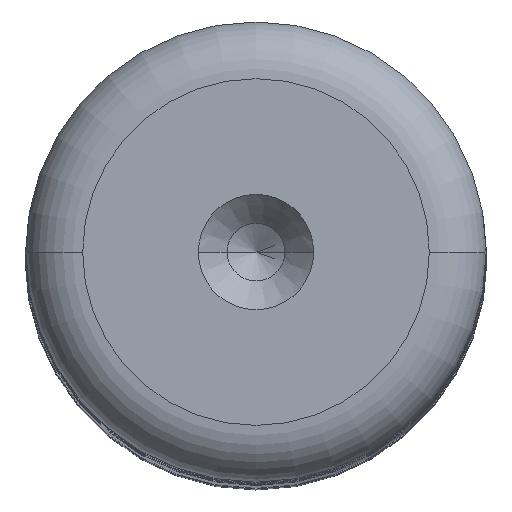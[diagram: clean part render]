
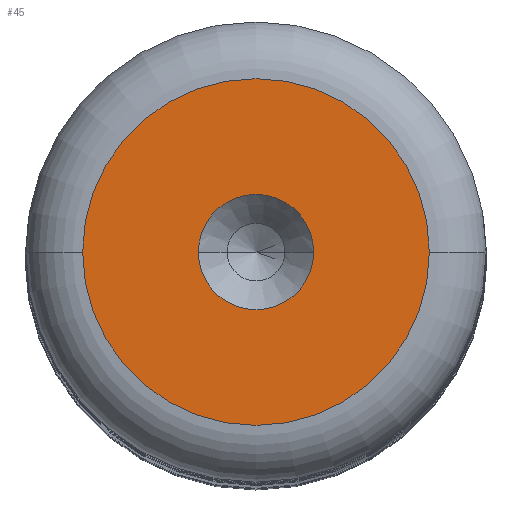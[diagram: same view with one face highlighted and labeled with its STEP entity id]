
A CAD part, top view. The second image highlights one B-rep face of the part: STEP entity #45.
In plain terms, the highlighted planar face has unit normal (0, 0, 1).
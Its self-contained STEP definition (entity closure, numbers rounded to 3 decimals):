
#28 = ORIENTED_EDGE ( 'NONE', *, *, #1216, .F. ) ;
#45 = ADVANCED_FACE ( 'NONE', ( #1108, #1506 ), #1673, .T. ) ;
#91 = DIRECTION ( 'NONE',  ( 1., 0., 0. ) ) ;
#130 = CARTESIAN_POINT ( 'NONE',  ( 0., 0., 70. ) ) ;
#164 = AXIS2_PLACEMENT_3D ( 'NONE', #130, #1294, #292 ) ;
#186 = DIRECTION ( 'NONE',  ( 0., 0., 1. ) ) ;
#245 = CIRCLE ( 'NONE', #1944, 3.008 ) ;
#292 = DIRECTION ( 'NONE',  ( 1., 0., 0. ) ) ;
#312 = EDGE_CURVE ( 'NONE', #707, #513, #245, .T. ) ;
#375 = AXIS2_PLACEMENT_3D ( 'NONE', #808, #1965, #980 ) ;
#419 = CIRCLE ( 'NONE', #1963, 1. ) ;
#441 = CARTESIAN_POINT ( 'NONE',  ( -1., 0., 70. ) ) ;
#456 = CIRCLE ( 'NONE', #375, 3.008 ) ;
#513 = VERTEX_POINT ( 'NONE', #1818 ) ;
#611 = DIRECTION ( 'NONE',  ( 0., 0., 1. ) ) ;
#643 = CARTESIAN_POINT ( 'NONE',  ( -3.008, 0., 70. ) ) ;
#707 = VERTEX_POINT ( 'NONE', #643 ) ;
#716 = EDGE_CURVE ( 'NONE', #513, #707, #456, .T. ) ;
#721 = EDGE_LOOP ( 'NONE', ( #1434, #28 ) ) ;
#808 = CARTESIAN_POINT ( 'NONE',  ( 0., 0., 70. ) ) ;
#877 = VERTEX_POINT ( 'NONE', #1144 ) ;
#914 = ORIENTED_EDGE ( 'NONE', *, *, #312, .T. ) ;
#980 = DIRECTION ( 'NONE',  ( 1., 0., 0. ) ) ;
#1086 = DIRECTION ( 'NONE',  ( 0., 0., 1. ) ) ;
#1108 = FACE_BOUND ( 'NONE', #721, .T. ) ;
#1144 = CARTESIAN_POINT ( 'NONE',  ( 1., 0., 70. ) ) ;
#1216 = EDGE_CURVE ( 'NONE', #1832, #877, #419, .T. ) ;
#1294 = DIRECTION ( 'NONE',  ( 0., 0., 1. ) ) ;
#1350 = EDGE_CURVE ( 'NONE', #877, #1832, #1980, .T. ) ;
#1434 = ORIENTED_EDGE ( 'NONE', *, *, #1350, .F. ) ;
#1486 = ORIENTED_EDGE ( 'NONE', *, *, #716, .T. ) ;
#1498 = EDGE_LOOP ( 'NONE', ( #1486, #914 ) ) ;
#1506 = FACE_OUTER_BOUND ( 'NONE', #1498, .T. ) ;
#1604 = CARTESIAN_POINT ( 'NONE',  ( 0., 0., 70. ) ) ;
#1673 = PLANE ( 'NONE',  #2097 ) ;
#1757 = DIRECTION ( 'NONE',  ( 1., 0., 0. ) ) ;
#1775 = DIRECTION ( 'NONE',  ( 1., 0., 0. ) ) ;
#1818 = CARTESIAN_POINT ( 'NONE',  ( 3.008, 0., 70. ) ) ;
#1832 = VERTEX_POINT ( 'NONE', #441 ) ;
#1944 = AXIS2_PLACEMENT_3D ( 'NONE', #1604, #611, #1757 ) ;
#1963 = AXIS2_PLACEMENT_3D ( 'NONE', #2066, #1086, #91 ) ;
#1965 = DIRECTION ( 'NONE',  ( 0., 0., 1. ) ) ;
#1980 = CIRCLE ( 'NONE', #164, 1. ) ;
#1987 = CARTESIAN_POINT ( 'NONE',  ( 0., 0., 70. ) ) ;
#2066 = CARTESIAN_POINT ( 'NONE',  ( 0., 0., 70. ) ) ;
#2097 = AXIS2_PLACEMENT_3D ( 'NONE', #1987, #186, #1775 ) ;
